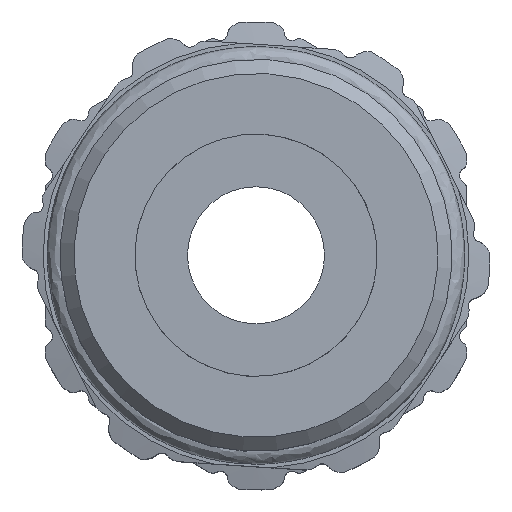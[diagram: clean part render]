
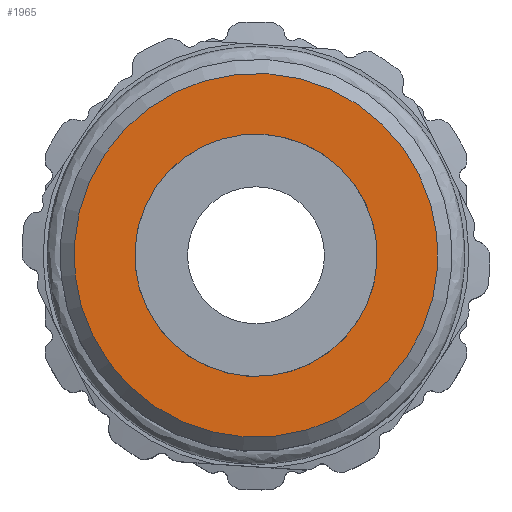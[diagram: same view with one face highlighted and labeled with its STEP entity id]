
A CAD part, top view. The second image highlights one B-rep face of the part: STEP entity #1965.
In plain terms, the highlighted planar face has unit normal (0, 0, 1).
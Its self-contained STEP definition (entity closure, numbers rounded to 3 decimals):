
#1965=ADVANCED_FACE('',(#2168,#2169),#2046,.T.);
#2046=PLANE('',#7369);
#2168=FACE_BOUND('',#2473,.T.);
#2169=FACE_BOUND('',#2474,.T.);
#2473=EDGE_LOOP('',(#4018));
#2474=EDGE_LOOP('',(#4019));
#4018=ORIENTED_EDGE('',*,*,#5454,.F.);
#4019=ORIENTED_EDGE('',*,*,#5453,.F.);
#4678=VERTEX_POINT('',#13214);
#4679=VERTEX_POINT('',#13217);
#5453=EDGE_CURVE('',#4678,#4678,#6004,.T.);
#5454=EDGE_CURVE('',#4679,#4679,#6005,.T.);
#6004=CIRCLE('',#7366,8.63);
#6005=CIRCLE('',#7368,5.75);
#7366=AXIS2_PLACEMENT_3D('',#13213,#8106,#8107);
#7368=AXIS2_PLACEMENT_3D('',#13216,#8110,#8111);
#7369=AXIS2_PLACEMENT_3D('',#13218,#8112,#8113);
#8106=DIRECTION('',(0.,0.,-1.));
#8107=DIRECTION('',(-0.831,0.556,0.));
#8110=DIRECTION('',(0.,0.,1.));
#8111=DIRECTION('',(-0.831,0.556,0.));
#8112=DIRECTION('',(0.,0.,1.));
#8113=DIRECTION('',(-0.831,0.556,0.));
#13213=CARTESIAN_POINT('',(0.,0.,25.925));
#13214=CARTESIAN_POINT('',(-7.173,4.798,25.925));
#13216=CARTESIAN_POINT('',(0.,0.,25.925));
#13217=CARTESIAN_POINT('',(-4.78,3.197,25.925));
#13218=CARTESIAN_POINT('',(13.168,2.613,25.925));
